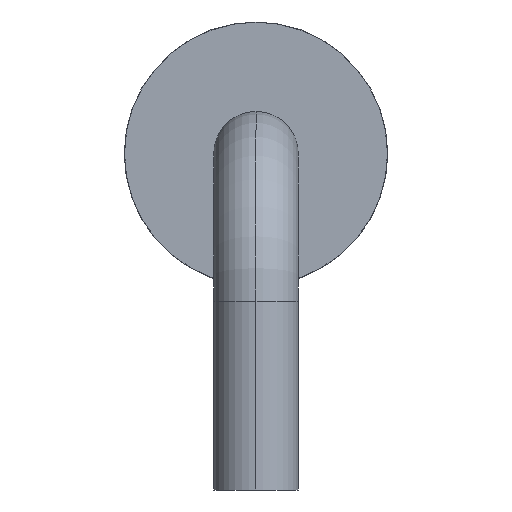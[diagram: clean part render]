
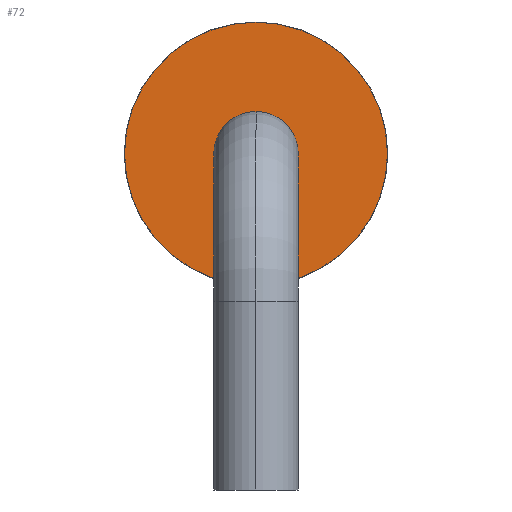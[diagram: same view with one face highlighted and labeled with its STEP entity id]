
A CAD part, left-side view. The second image highlights one B-rep face of the part: STEP entity #72.
In plain terms, the highlighted planar face has unit normal (-1, 0, 0).
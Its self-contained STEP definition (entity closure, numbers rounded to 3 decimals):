
#72=ADVANCED_FACE($,(#78),#74,.T.);
#74=PLANE($,#99);
#78=FACE_OUTER_BOUND($,#82,.T.);
#82=EDGE_LOOP($,(#92));
#83=CIRCLE($,#96,1.346);
#85=VERTEX_POINT($,#114);
#87=EDGE_CURVE($,#85,#85,#83,.T.);
#92=ORIENTED_EDGE($,*,*,#87,.T.);
#96=AXIS2_PLACEMENT_3D($,#115,#104,#105);
#99=AXIS2_PLACEMENT_3D($,#119,#110,#111);
#104=DIRECTION('center_axis',(-1.,0.,0.));
#105=DIRECTION('ref_axis',(0.,0.,1.));
#110=DIRECTION('center_axis',(-1.,0.,0.));
#111=DIRECTION('ref_axis',(0.,1.,0.));
#114=CARTESIAN_POINT('',(3.442,0.0,0.0));
#115=CARTESIAN_POINT('Origin',(3.442,0.0,1.346));
#119=CARTESIAN_POINT('Origin',(3.442,0.0,1.346));
